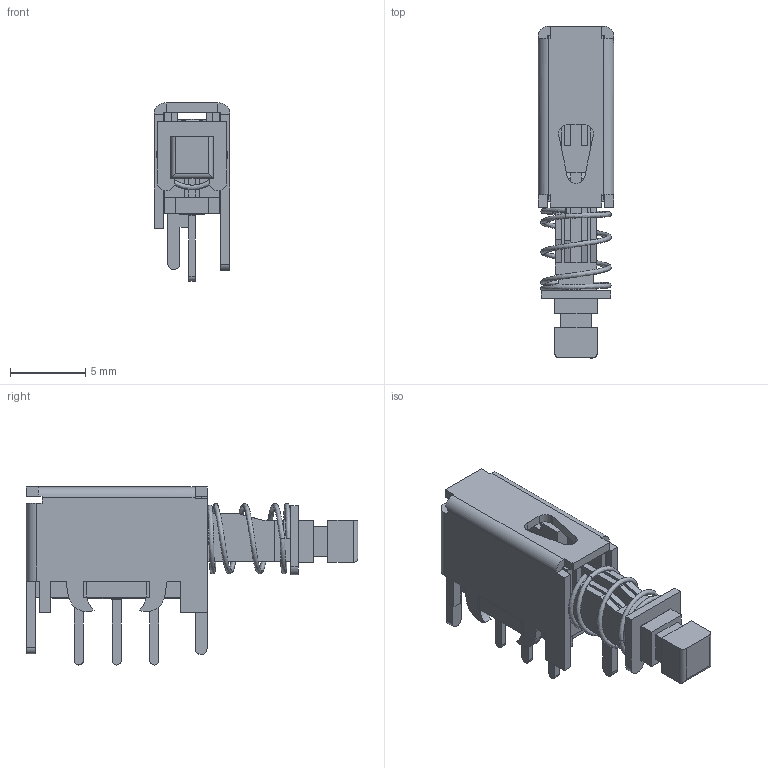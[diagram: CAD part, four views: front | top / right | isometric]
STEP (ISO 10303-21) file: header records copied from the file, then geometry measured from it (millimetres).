
FILE_DESCRIPTION(/* description */ (''),/* implementation_level */ '2;1');
FILE_NAME(/* name */ 'LC1258xxxP.stp',/* time_stamp */ '2021-07-20T12:02:22-05:00',/* author */ ('mwilliams'),/* organization */ (''),/* preprocessor_version */ 'ST-DEVELOPER v18',/* originating_system */ 'Autodesk Inventor 2020',/* authorisation */ '');
FILE_SCHEMA (('AUTOMOTIVE_DESIGN { 1 0 10303 214 3 1 1 }'));
Length unit declared in the file: inch
Products named in the file (1): P070130_Shrinkwrap_1
Bounding box: 5 x 22 x 11.8 mm (x, y, z)
Volume: 364.2 mm3; surface area: 1156.4 mm2
Topology: 5 solids, 5 shells, 288 faces, 776 edges, 508 vertices
Faces by surface type: plane 228, cylinder 49, torus 8, bspline 3
Entity records: 9570 total; most frequent: CARTESIAN_POINT 2215, ORIENTED_EDGE 1552, DIRECTION 1449, EDGE_CURVE 776, LINE 669, VECTOR 669, VERTEX_POINT 508, AXIS2_PLACEMENT_3D 390
